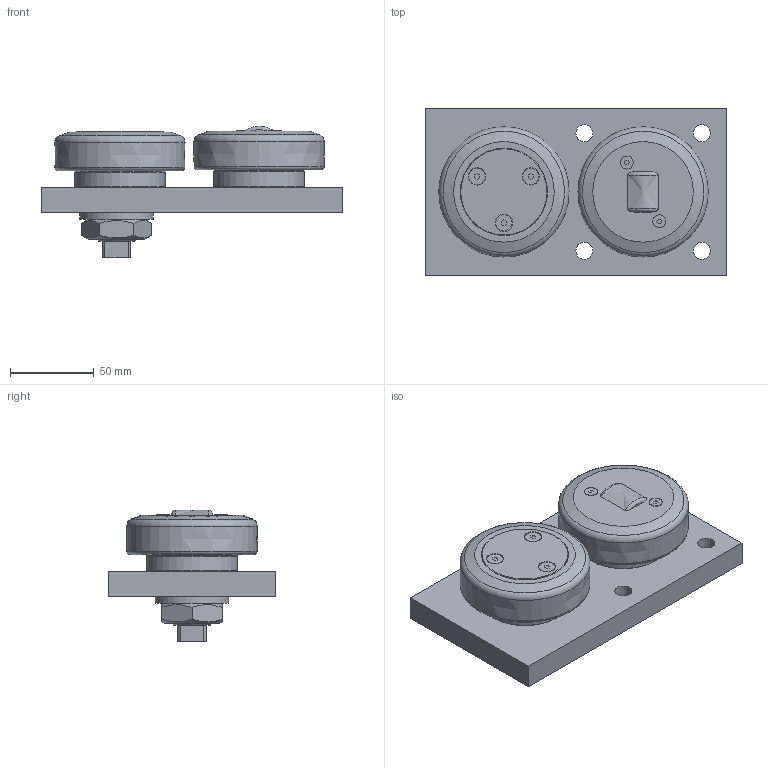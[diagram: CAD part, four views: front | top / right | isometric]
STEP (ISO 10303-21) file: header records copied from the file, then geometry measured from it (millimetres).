
FILE_DESCRIPTION(/* description */ ('-','CAx-IF Rec.Pracs.---Representation and Presentation of Product Manufacturing Information (PMI)---4.0---2014-10-13'),/* implementation_level */ '2;1');
FILE_NAME(/* name */ 'bcbed67c-6ece-4949-b147-bb8570575742.stp',/* time_stamp */ '2020-04-01T16:05:00+02:00',/* author */ ('-'),/* organization */ ('NTI CADcenter A/S'),/* preprocessor_version */ 'ST-DEVELOPER v18',/* originating_system */ 'Autodesk Inventor 2020',/* authorisation */ '-');
FILE_SCHEMA (('AP242_MANAGED_MODEL_BASED_3D_ENGINEERING_MIM_LF { 1 0 10303 442 1 1 4 }'));
Length unit declared in the file: millimetre
Products named in the file (1): FE 080.5200_Kontur
Bounding box: 180 x 100 x 78.5 mm (x, y, z)
Volume: 542512.1 mm3; surface area: 72506.1 mm2
Topology: 1 solids, 1 shells, 127 faces, 307 edges, 208 vertices
Faces by surface type: plane 80, cylinder 26, cone 12, torus 6, bspline 3
Full cylindrical faces by diameter (mm): 2.5 x1, 4.917 x1, 7.8 x2, 9.75 x3, 10.106 x4, 10.4 x3, 44 x1, 52 x3, 54 x2
Entity records: 3938 total; most frequent: CARTESIAN_POINT 835, DIRECTION 653, ORIENTED_EDGE 614, EDGE_CURVE 307, AXIS2_PLACEMENT_3D 245, VERTEX_POINT 208, LINE 163, VECTOR 163
